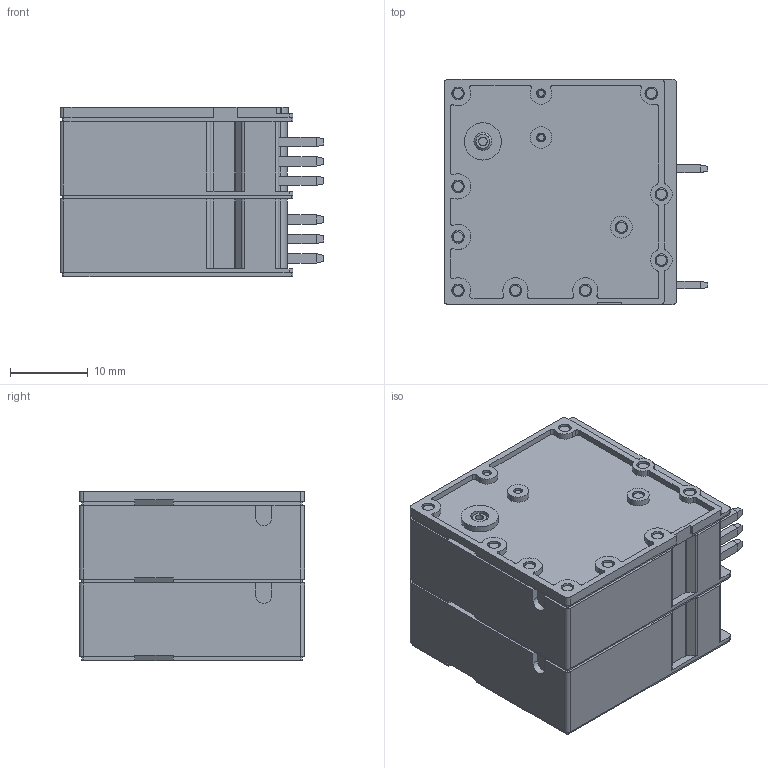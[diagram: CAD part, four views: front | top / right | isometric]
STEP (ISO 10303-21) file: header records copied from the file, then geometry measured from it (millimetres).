
FILE_DESCRIPTION (( 'STEP AP214' ), '1' );
FILE_NAME ('CUI_DEVICES_TBL008-1000-02BE.step', '2019-11-17T18:29:38', ( '' ), ( '' ), 'SwSTEP 2.0', 'SolidWorks 2019', '' );
FILE_SCHEMA (( 'AUTOMOTIVE_DESIGN' ));
Length unit declared in the file: millimetre
Products named in the file (1): CUI_DEVICES_TBL008-1000-02BE
Bounding box: 34 x 29 x 21.8 mm (x, y, z)
Volume: 15605.9 mm3; surface area: 9630.2 mm2
Topology: 5 solids, 5 shells, 798 faces, 1911 edges, 1172 vertices
Faces by surface type: plane 312, cylinder 298, cone 182, bspline 4, torus 2
Entity records: 23959 total; most frequent: CARTESIAN_POINT 4880, DIRECTION 4133, ORIENTED_EDGE 3822, EDGE_CURVE 1911, AXIS2_PLACEMENT_3D 1495, VERTEX_POINT 1172, VECTOR 1143, LINE 1143
